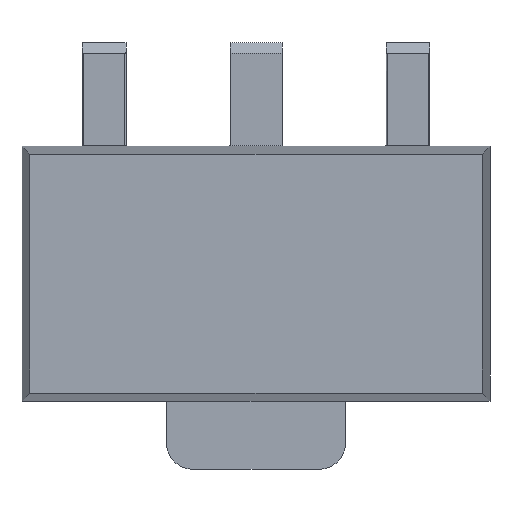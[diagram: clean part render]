
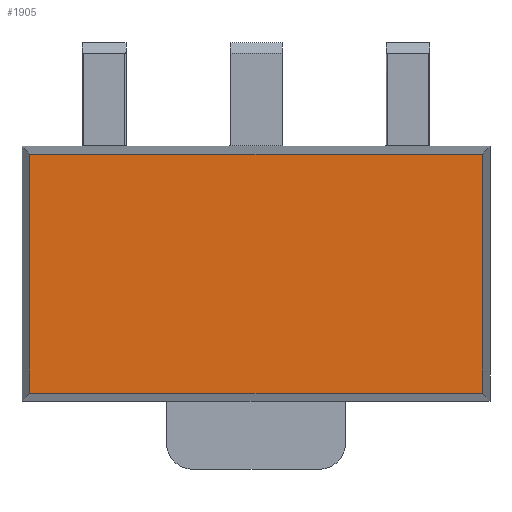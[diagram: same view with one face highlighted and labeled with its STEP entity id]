
A CAD part, front view. The second image highlights one B-rep face of the part: STEP entity #1905.
In plain terms, the highlighted planar face has unit normal (0, -1, 0).
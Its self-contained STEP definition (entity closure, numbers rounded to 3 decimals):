
#137=LINE('',#2639,#284);
#140=LINE('',#2648,#287);
#142=LINE('',#2652,#289);
#145=LINE('',#2657,#292);
#284=VECTOR('',#2188,1000.);
#287=VECTOR('',#2197,1000.);
#289=VECTOR('',#2201,1000.);
#292=VECTOR('',#2206,1000.);
#473=ORIENTED_EDGE('',*,*,#866,.F.);
#474=ORIENTED_EDGE('',*,*,#876,.F.);
#475=ORIENTED_EDGE('',*,*,#873,.F.);
#476=ORIENTED_EDGE('',*,*,#871,.F.);
#866=EDGE_CURVE('',#1070,#1071,#137,.F.);
#871=EDGE_CURVE('',#1071,#1074,#140,.F.);
#873=EDGE_CURVE('',#1074,#1075,#142,.F.);
#876=EDGE_CURVE('',#1075,#1070,#145,.F.);
#1070=VERTEX_POINT('',#2638);
#1071=VERTEX_POINT('',#2640);
#1074=VERTEX_POINT('',#2649);
#1075=VERTEX_POINT('',#2653);
#1180=EDGE_LOOP('',(#473,#474,#475,#476));
#1255=FACE_BOUND('',#1180,.T.);
#1330=PLANE('',#1998);
#1905=ADVANCED_FACE('',(#1255),#1330,.F.);
#1998=AXIS2_PLACEMENT_3D('',#2658,#2207,#2208);
#2188=DIRECTION('',(-1.,0.,0.));
#2197=DIRECTION('',(0.,0.,1.));
#2201=DIRECTION('',(1.,0.,0.));
#2206=DIRECTION('',(0.,0.,-1.));
#2207=DIRECTION('',(0.,1.,0.));
#2208=DIRECTION('',(0.,0.,1.));
#2638=CARTESIAN_POINT('',(-2.173,0.,1.148));
#2639=CARTESIAN_POINT('',(-1.421,0.,1.148));
#2640=CARTESIAN_POINT('',(2.173,0.,1.148));
#2648=CARTESIAN_POINT('',(2.173,0.,0.));
#2649=CARTESIAN_POINT('',(2.173,0.,-1.148));
#2652=CARTESIAN_POINT('',(-1.421,0.,-1.148));
#2653=CARTESIAN_POINT('',(-2.173,0.,-1.148));
#2657=CARTESIAN_POINT('',(-2.173,0.,0.));
#2658=CARTESIAN_POINT('',(0.,0.,0.));
